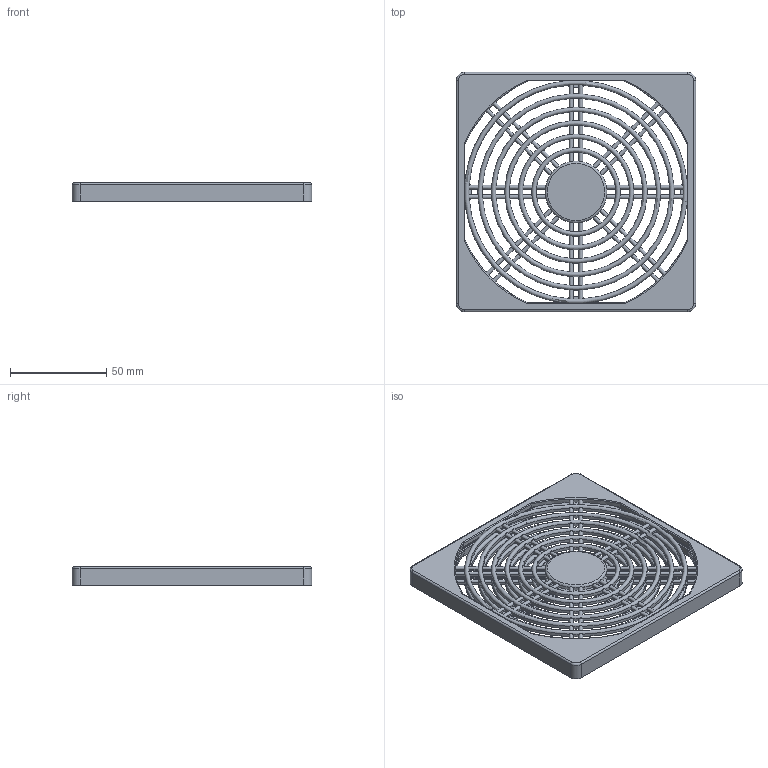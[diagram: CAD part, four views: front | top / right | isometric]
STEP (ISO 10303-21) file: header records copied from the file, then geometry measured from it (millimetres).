
FILE_DESCRIPTION(/* description */ (''),/* implementation_level */ '2;1');
FILE_NAME(/* name */ '120mm Filter.step',/* time_stamp */ '2020-07-24T12:11:06-07:00',/* author */ (''),/* organization */ (''),/* preprocessor_version */ 'ST-DEVELOPER v18.1',/* originating_system */ 'Autodesk Translation Framework v9.3.0.1241',/* authorisation */ '');
FILE_SCHEMA (('AUTOMOTIVE_DESIGN { 1 0 10303 214 3 1 1 }'));
Products named in the file (3): 120mm Filter; Base; Cover
Assembly tree (2 placements, depth 2):
  120mm Filter
    Base
    Cover
Bounding box: 124.5 x 124.5 x 9.5 mm (x, y, z)
Volume: 42475.5 mm3; surface area: 63635.7 mm2
Topology: 2 solids, 2 shells, 1262 faces, 4368 edges, 2897 vertices
Faces by surface type: cylinder 682, plane 546, torus 30, cone 4
Full cylindrical faces by diameter (mm): 5 x4, 10 x4, 28 x2
Entity records: 57503 total; most frequent: CARTESIAN_POINT 20524, ORIENTED_EDGE 8736, DIRECTION 6665, EDGE_CURVE 4368, VERTEX_POINT 2897, AXIS2_PLACEMENT_3D 2306, LINE 2053, VECTOR 2053
